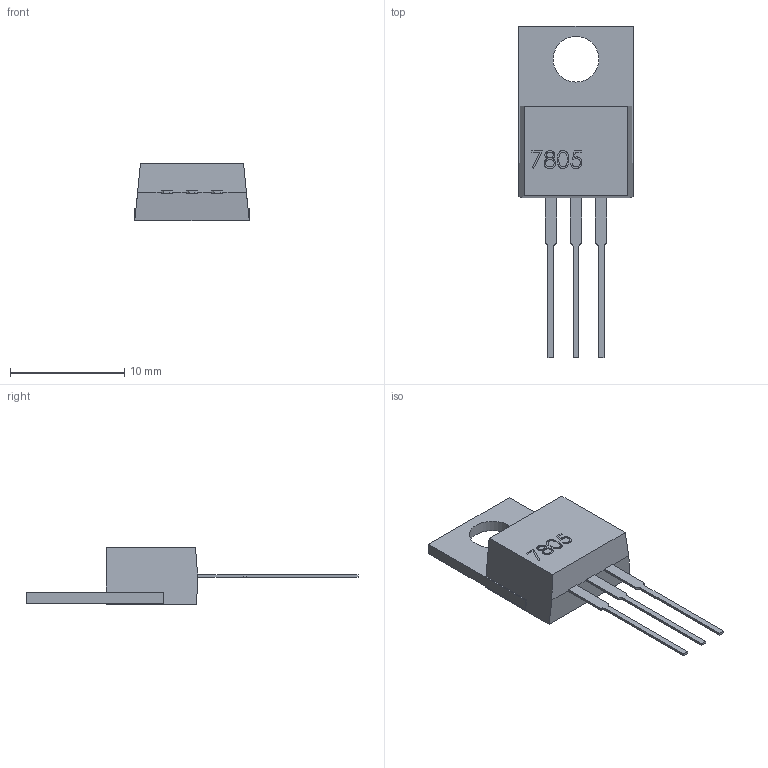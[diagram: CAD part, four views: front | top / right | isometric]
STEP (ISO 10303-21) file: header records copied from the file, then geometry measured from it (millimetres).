
FILE_DESCRIPTION (( 'STEP AP214' ), '1' );
FILE_NAME ('7805.STEP', '2013-04-08T09:59:22', ( 'SHEIK' ), ( '' ), 'SwSTEP 2.0', 'SolidWorks 2012', '' );
FILE_SCHEMA (( 'AUTOMOTIVE_DESIGN' ));
Length unit declared in the file: millimetre
Products named in the file (1): 7805
Bounding box: 10 x 29 x 5.01 mm (x, y, z)
Volume: 436.9 mm3; surface area: 538.2 mm2
Topology: 1 solids, 1 shells, 101 faces, 274 edges, 182 vertices
Faces by surface type: plane 59, bspline 34, cylinder 8
Entity records: 6393 total; most frequent: CARTESIAN_POINT 2912, ORIENTED_EDGE 548, DIRECTION 358, EDGE_CURVE 274, VECTOR 190, LINE 190, VERTEX_POINT 182, EDGE_LOOP 110
